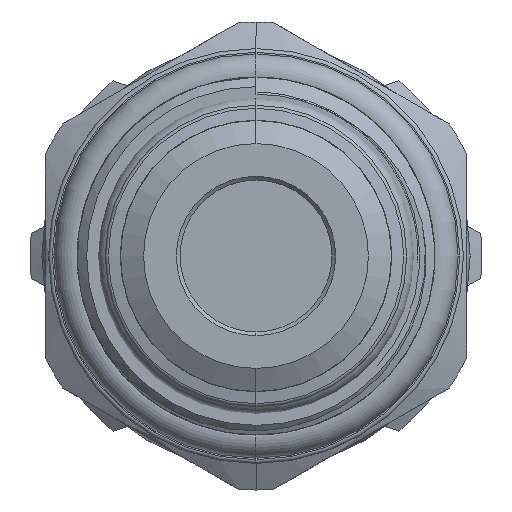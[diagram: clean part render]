
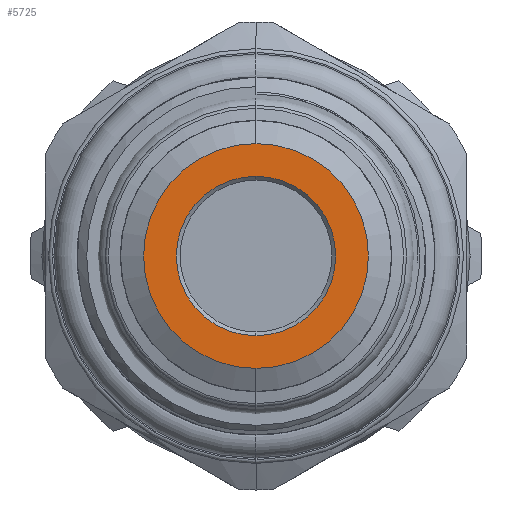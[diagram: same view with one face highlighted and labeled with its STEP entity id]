
A CAD part, left-side view. The second image highlights one B-rep face of the part: STEP entity #5725.
In plain terms, the highlighted planar face has unit normal (-1, 0, 0).
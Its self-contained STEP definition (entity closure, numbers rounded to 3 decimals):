
#876 = CARTESIAN_POINT ( 'NONE',  ( -29.34, 0., 0. ) ) ;
#1289 = AXIS2_PLACEMENT_3D ( 'NONE', #5100, #8222, #9677 ) ;
#1605 = AXIS2_PLACEMENT_3D ( 'NONE', #876, #2325, #7040 ) ;
#1809 = VERTEX_POINT ( 'NONE', #2076 ) ;
#1928 = ORIENTED_EDGE ( 'NONE', *, *, #5425, .T. ) ;
#2076 = CARTESIAN_POINT ( 'NONE',  ( -29.34, 0., -4.2 ) ) ;
#2115 = AXIS2_PLACEMENT_3D ( 'NONE', #5888, #8197, #4266 ) ;
#2325 = DIRECTION ( 'NONE',  ( -1., 0., 0. ) ) ;
#2482 = CIRCLE ( 'NONE', #9173, 5.923 ) ;
#2488 = DIRECTION ( 'NONE',  ( 1., 0., 0. ) ) ;
#2520 = PLANE ( 'NONE',  #6087 ) ;
#2738 = CIRCLE ( 'NONE', #2115, 4.2 ) ;
#3292 = DIRECTION ( 'NONE',  ( 0., 0., -1. ) ) ;
#3310 = FACE_BOUND ( 'NONE', #5384, .T. ) ;
#3525 = ORIENTED_EDGE ( 'NONE', *, *, #5604, .T. ) ;
#3679 = CARTESIAN_POINT ( 'NONE',  ( -29.34, 0., 0. ) ) ;
#4266 = DIRECTION ( 'NONE',  ( 0., 0., -1. ) ) ;
#4361 = ORIENTED_EDGE ( 'NONE', *, *, #4874, .T. ) ;
#4483 = ORIENTED_EDGE ( 'NONE', *, *, #4857, .T. ) ;
#4769 = CIRCLE ( 'NONE', #1605, 5.923 ) ;
#4857 = EDGE_CURVE ( 'NONE', #9387, #1809, #2738, .T. ) ;
#4874 = EDGE_CURVE ( 'NONE', #9464, #7946, #2482, .T. ) ;
#5100 = CARTESIAN_POINT ( 'NONE',  ( -29.34, 0., 0. ) ) ;
#5384 = EDGE_LOOP ( 'NONE', ( #4483, #1928 ) ) ;
#5425 = EDGE_CURVE ( 'NONE', #1809, #9387, #5477, .T. ) ;
#5477 = CIRCLE ( 'NONE', #1289, 4.2 ) ;
#5604 = EDGE_CURVE ( 'NONE', #7946, #9464, #4769, .T. ) ;
#5725 = ADVANCED_FACE ( 'NONE', ( #3310, #9674 ), #2520, .F. ) ;
#5888 = CARTESIAN_POINT ( 'NONE',  ( -29.34, 0., 0. ) ) ;
#6087 = AXIS2_PLACEMENT_3D ( 'NONE', #7978, #2488, #3292 ) ;
#6739 = EDGE_LOOP ( 'NONE', ( #4361, #3525 ) ) ;
#6753 = DIRECTION ( 'NONE',  ( -1., 0., 0. ) ) ;
#6816 = DIRECTION ( 'NONE',  ( 0., 0., 1. ) ) ;
#7040 = DIRECTION ( 'NONE',  ( 0., 0., 1. ) ) ;
#7103 = CARTESIAN_POINT ( 'NONE',  ( -29.34, 0., 4.2 ) ) ;
#7266 = CARTESIAN_POINT ( 'NONE',  ( -29.34, 0., -5.923 ) ) ;
#7946 = VERTEX_POINT ( 'NONE', #8438 ) ;
#7978 = CARTESIAN_POINT ( 'NONE',  ( -29.34, 0., 0. ) ) ;
#8197 = DIRECTION ( 'NONE',  ( 1., 0., 0. ) ) ;
#8222 = DIRECTION ( 'NONE',  ( 1., 0., 0. ) ) ;
#8438 = CARTESIAN_POINT ( 'NONE',  ( -29.34, 0., 5.923 ) ) ;
#9173 = AXIS2_PLACEMENT_3D ( 'NONE', #3679, #6753, #6816 ) ;
#9387 = VERTEX_POINT ( 'NONE', #7103 ) ;
#9464 = VERTEX_POINT ( 'NONE', #7266 ) ;
#9674 = FACE_OUTER_BOUND ( 'NONE', #6739, .T. ) ;
#9677 = DIRECTION ( 'NONE',  ( 0., 0., -1. ) ) ;
